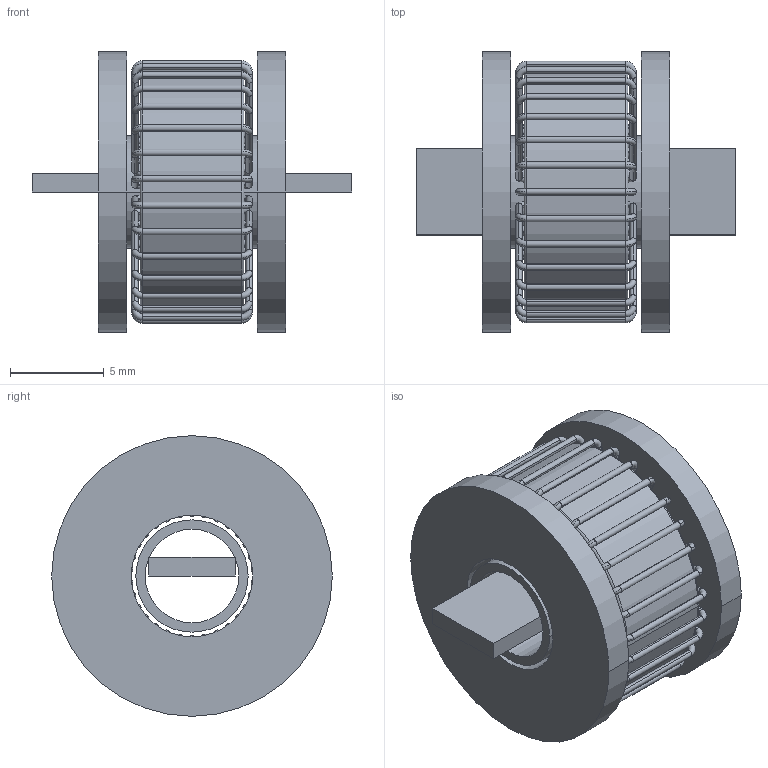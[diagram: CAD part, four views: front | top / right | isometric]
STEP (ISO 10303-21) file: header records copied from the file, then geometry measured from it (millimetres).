
FILE_DESCRIPTION((''),'2;1');
FILE_NAME('XFMR_CERN_HCRAJJU001.stp','2012-02-15T15:25:51',(''),(''),'Mechanical Desktop 2011','Mechanical Desktop 2011',', , ');
FILE_SCHEMA(('AUTOMOTIVE_DESIGN { 1 2 10303 214 1 1 1 1 }'));
Length unit declared in the file: millimetre
Products named in the file (1): Product
Bounding box: 17.1 x 15 x 15 mm (x, y, z)
Volume: 1173.4 mm3; surface area: 2489.5 mm2
Topology: 35 solids, 35 shells, 518 faces, 1536 edges, 1036 vertices
Faces by surface type: cylinder 256, torus 248, plane 14
Entity records: 18402 total; most frequent: DIRECTION 3838, CARTESIAN_POINT 3087, ORIENTED_EDGE 3056, AXIS2_PLACEMENT_3D 1783, EDGE_CURVE 1528, CIRCLE 1264, VERTEX_POINT 1020, EDGE_LOOP 526
